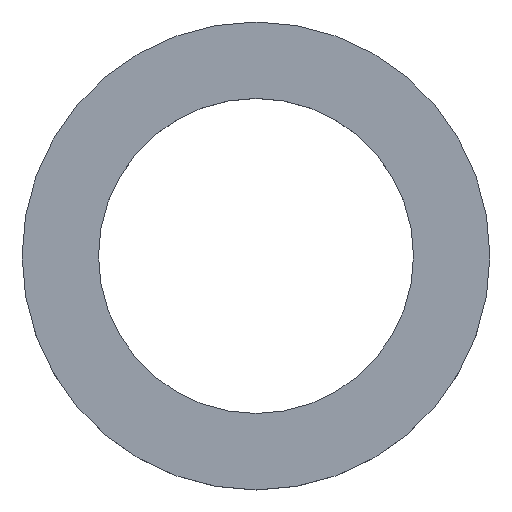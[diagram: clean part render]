
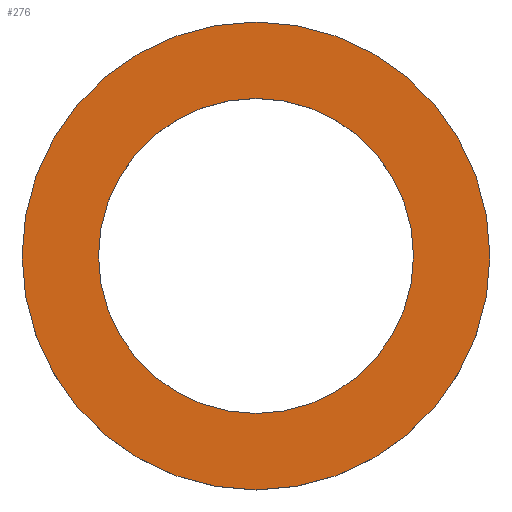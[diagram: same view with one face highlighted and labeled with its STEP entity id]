
A CAD part, top view. The second image highlights one B-rep face of the part: STEP entity #276.
In plain terms, the highlighted planar face has unit normal (0, 0, 1).
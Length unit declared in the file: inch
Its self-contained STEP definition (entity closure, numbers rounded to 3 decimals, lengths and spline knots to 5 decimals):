
#138=CARTESIAN_POINT('',(-0.375,0.,0.093));
#139=VERTEX_POINT('',#138);
#155=CARTESIAN_POINT('',(0.375,0.,0.093));
#156=VERTEX_POINT('',#155);
#163=CARTESIAN_POINT('',(0.0,0.0,0.093));
#164=DIRECTION('',(0.0,0.0,-1.0));
#165=DIRECTION('',(-1.0,0.0,0.0));
#166=AXIS2_PLACEMENT_3D('',#163,#164,#165);
#167=CIRCLE('',#166,0.375);
#168=EDGE_CURVE('',#156,#139,#167,.T.);
#178=CARTESIAN_POINT('',(-0.2525,0.,0.093));
#179=VERTEX_POINT('',#178);
#188=CARTESIAN_POINT('',(0.2525,0.,0.093));
#189=VERTEX_POINT('',#188);
#190=CARTESIAN_POINT('',(0.0,0.0,0.093));
#191=DIRECTION('',(0.0,0.0,-1.0));
#192=DIRECTION('',(-1.0,0.0,0.0));
#193=AXIS2_PLACEMENT_3D('',#190,#191,#192);
#194=CIRCLE('',#193,0.2525);
#195=EDGE_CURVE('',#189,#179,#194,.T.);
#229=CARTESIAN_POINT('',(0.0,0.0,0.093));
#230=DIRECTION('',(0.0,0.0,-1.0));
#231=DIRECTION('',(-1.0,0.0,0.0));
#232=AXIS2_PLACEMENT_3D('',#229,#230,#231);
#233=CIRCLE('',#232,0.2525);
#234=EDGE_CURVE('',#179,#189,#233,.T.);
#245=CARTESIAN_POINT('',(0.0,0.0,0.093));
#246=DIRECTION('',(0.0,0.0,-1.0));
#247=DIRECTION('',(-1.0,0.0,0.0));
#248=AXIS2_PLACEMENT_3D('',#245,#246,#247);
#249=CIRCLE('',#248,0.375);
#250=EDGE_CURVE('',#139,#156,#249,.T.);
#263=CARTESIAN_POINT('',(0.03409,0.,0.093));
#264=DIRECTION('',(0.0,0.0,1.0));
#265=DIRECTION('',(1.0,0.0,0.0));
#266=AXIS2_PLACEMENT_3D('',#263,#264,#265);
#267=PLANE('',#266);
#268=ORIENTED_EDGE('',*,*,#168,.F.);
#269=ORIENTED_EDGE('',*,*,#250,.F.);
#270=EDGE_LOOP('',(#268,#269));
#271=FACE_OUTER_BOUND('',#270,.T.);
#272=ORIENTED_EDGE('',*,*,#195,.T.);
#273=ORIENTED_EDGE('',*,*,#234,.T.);
#274=EDGE_LOOP('',(#272,#273));
#275=FACE_BOUND('',#274,.T.);
#276=ADVANCED_FACE('',(#271,#275),#267,.T.);
